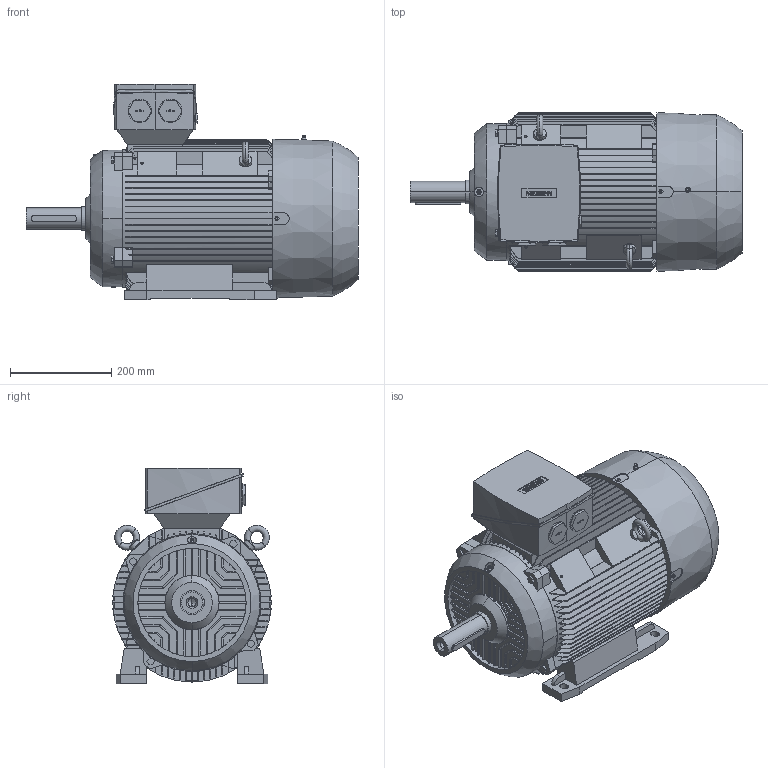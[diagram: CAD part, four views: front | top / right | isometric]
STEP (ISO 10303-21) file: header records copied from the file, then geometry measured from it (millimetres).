
FILE_DESCRIPTION(('STEP AP214'),'1');
FILE_NAME('cctmp_32942F71-3DBB-4C2D-94B1-F2BBFD6FD09D_2023_06_26_14_43_06_0440..stp','2023-06-26T12:43:07',('SIEMENS A&D'),('CADClick - www.CADClick.com'),'Spatial InterOp 3D',' ','unknown authorization');
FILE_SCHEMA(('AUTOMOTIVE_DESIGN'));
Length unit declared in the file: millimetre
Products named in the file (1): 1
Bounding box: 656 x 314 x 425 mm (x, y, z)
Volume: 38384694.8 mm3; surface area: 1598256.5 mm2
Topology: 7 solids, 7 shells, 1320 faces, 3681 edges, 2421 vertices
Faces by surface type: plane 828, cylinder 306, torus 154, cone 32
Entity records: 62608 total; most frequent: CARTESIAN_POINT 18620, ORIENTED_EDGE 7358, DIRECTION 6485, EDGE_CURVE 3679, VERTEX_POINT 2421, LINE 2207, VECTOR 2207, AXIS2_PLACEMENT_3D 2139
